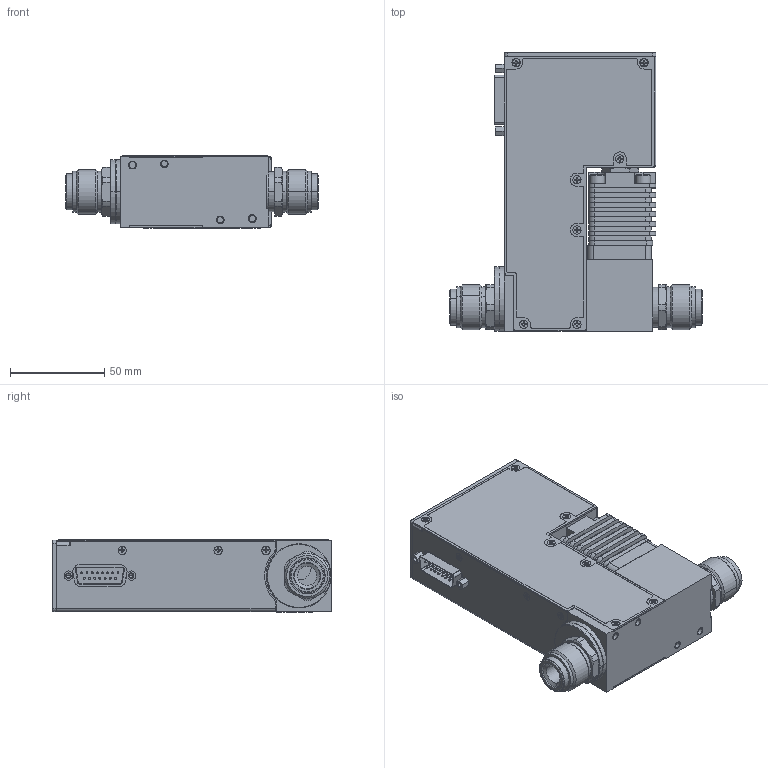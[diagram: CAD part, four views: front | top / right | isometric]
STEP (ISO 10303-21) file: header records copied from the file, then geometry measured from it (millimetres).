
FILE_DESCRIPTION((''),'2;1');
FILE_NAME('1033408_15-PIN_STP_ASM','2012-01-05T',('cockrofm'),('MKS Instruments, Inc.'),'PRO/ENGINEER BY PARAMETRIC TECHNOLOGY CORPORATION, 2009060','PRO/ENGINEER BY PARAMETRIC TECHNOLOGY CORPORATION, 2009060','');
FILE_SCHEMA(('CONFIG_CONTROL_DESIGN'));
Length unit declared in the file: inch
Products named in the file (31): 1040299; 1033403-003_15-PIN; 1033403-003_ASM; 1032729-002; 1032656_FRT_COVER; 160-9715; 1033379_CAP; 1033380_FITTING; 1033381_INLET_WELDMENT_ASM; 1020465_PWB_DISPLAY; 043-7916_DISPLAY; 044-8533_LED-INDICATOR; 1020466_CCA_DISPLAY_ASM; 1034027_LABEL_FRT; 1034028_LABEL_REAR; 1034029-002; 160-0086; 160-3758; 1033546_FITTING_OLD; 072-8551_MJTP1236; 1037598_ANALOG_PWR-BD_ASM; 122676; 1044001_CAP; 1033968; 160-0172_JACKSCREW_316X316_4-40; 1033286_ENCL_CAP; 1033274_ENCLOSURE; 160-3608; 1033267_NUT; 114-9989_CONN_RJ45; 1033408_15-PIN_STP_ASM
Assembly tree (48 placements, depth 3):
  1033408_15-PIN_STP_ASM
    1040299
    1033403-003_ASM
      1033403-003_15-PIN
    1032729-002
    1032656_FRT_COVER
    160-9715  x10
    1033381_INLET_WELDMENT_ASM
      1033379_CAP
      1033380_FITTING
    1020466_CCA_DISPLAY_ASM
      1020465_PWB_DISPLAY
      043-7916_DISPLAY
      044-8533_LED-INDICATOR  x2
    1034027_LABEL_FRT
    1034028_LABEL_REAR
    1034029-002
    160-0086  x4
    160-3758  x2
    1033546_FITTING_OLD
    1037598_ANALOG_PWR-BD_ASM
      072-8551_MJTP1236
    122676
    1044001_CAP
    1033968
    160-0172_JACKSCREW_316X316_4-40  x2
    1033286_ENCL_CAP
    1033274_ENCLOSURE
    160-3608  x4
    1033267_NUT
    114-9989_CONN_RJ45
Bounding box: 134.12 x 147.57 x 38.2 mm (x, y, z)
Volume: 204052.2 mm3; surface area: 160220 mm2
Topology: 59 solids, 91 shells, 2302 faces, 5889 edges, 3496 vertices
Faces by surface type: plane 807, cylinder 659, bspline 628, cone 174, torus 30, sphere 4
Entity records: 49409 total; most frequent: CARTESIAN_POINT 11375, DIRECTION 8021, ORIENTED_EDGE 7462, EDGE_CURVE 3793, AXIS2_PLACEMENT_3D 2949, VERTEX_POINT 2528, VECTOR 2123, LINE 2123
